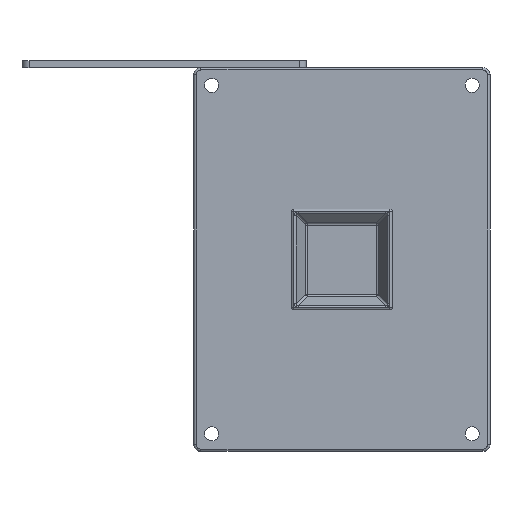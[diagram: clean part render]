
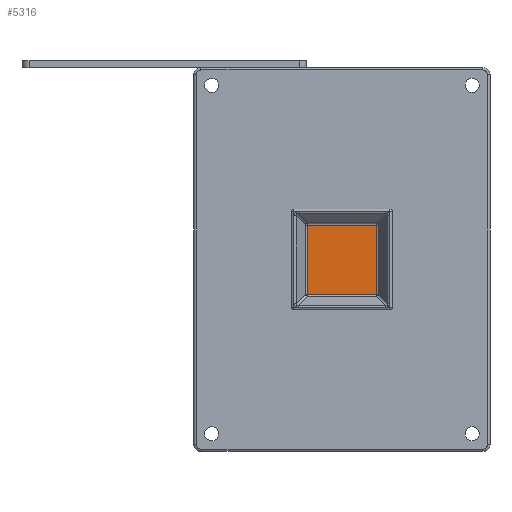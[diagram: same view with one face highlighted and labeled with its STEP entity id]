
A CAD part, front view. The second image highlights one B-rep face of the part: STEP entity #5316.
In plain terms, the highlighted planar face has unit normal (0, -1, 0).
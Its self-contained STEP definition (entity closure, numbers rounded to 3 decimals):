
#4568 = CYLINDRICAL_SURFACE('',#4569,1.);
#4569 = AXIS2_PLACEMENT_3D('',#4570,#4571,#4572);
#4570 = CARTESIAN_POINT('',(-15.2,-1.,14.582));
#4571 = DIRECTION('',(1.,0.,0.));
#4572 = DIRECTION('',(-0.,0.447,0.894));
#4776 = CYLINDRICAL_SURFACE('',#4777,1.);
#4777 = AXIS2_PLACEMENT_3D('',#4778,#4779,#4780);
#4778 = CARTESIAN_POINT('',(-14.582,-1.,-15.2));
#4779 = DIRECTION('',(0.,0.,1.));
#4780 = DIRECTION('',(-0.894,0.447,0.));
#4810 = CYLINDRICAL_SURFACE('',#4811,1.);
#4811 = AXIS2_PLACEMENT_3D('',#4812,#4813,#4814);
#4812 = CARTESIAN_POINT('',(14.582,-1.,15.2));
#4813 = DIRECTION('',(0.,0.,-1.));
#4814 = DIRECTION('',(0.894,0.447,0.));
#4983 = CYLINDRICAL_SURFACE('',#4984,1.);
#4984 = AXIS2_PLACEMENT_3D('',#4985,#4986,#4987);
#4985 = CARTESIAN_POINT('',(15.2,-1.,-14.582));
#4986 = DIRECTION('',(-1.,0.,0.));
#4987 = DIRECTION('',(0.,0.447,-0.894));
#5001 = VERTEX_POINT('',#5002);
#5002 = CARTESIAN_POINT('',(-14.582,0.,14.582));
#5030 = EDGE_CURVE('',#5001,#5031,#5033,.T.);
#5031 = VERTEX_POINT('',#5032);
#5032 = CARTESIAN_POINT('',(14.582,0.,14.582));
#5033 = SURFACE_CURVE('',#5034,(#5038,#5045),.PCURVE_S1.);
#5034 = LINE('',#5035,#5036);
#5035 = CARTESIAN_POINT('',(-15.2,0.,14.582));
#5036 = VECTOR('',#5037,1.);
#5037 = DIRECTION('',(1.,0.,0.));
#5038 = PCURVE('',#4568,#5039);
#5039 = DEFINITIONAL_REPRESENTATION('',(#5040),#5044);
#5040 = LINE('',#5041,#5042);
#5041 = CARTESIAN_POINT('',(-1.107,0.));
#5042 = VECTOR('',#5043,1.);
#5043 = DIRECTION('',(-0.,1.));
#5044 = ( GEOMETRIC_REPRESENTATION_CONTEXT(2) 
PARAMETRIC_REPRESENTATION_CONTEXT() REPRESENTATION_CONTEXT('2D SPACE',''
  ) );
#5045 = PCURVE('',#5046,#5051);
#5046 = PLANE('',#5047);
#5047 = AXIS2_PLACEMENT_3D('',#5048,#5049,#5050);
#5048 = CARTESIAN_POINT('',(0.,0.,0.));
#5049 = DIRECTION('',(0.,1.,0.));
#5050 = DIRECTION('',(0.,0.,1.));
#5051 = DEFINITIONAL_REPRESENTATION('',(#5052),#5056);
#5052 = LINE('',#5053,#5054);
#5053 = CARTESIAN_POINT('',(14.582,-15.2));
#5054 = VECTOR('',#5055,1.);
#5055 = DIRECTION('',(0.,1.));
#5056 = ( GEOMETRIC_REPRESENTATION_CONTEXT(2) 
PARAMETRIC_REPRESENTATION_CONTEXT() REPRESENTATION_CONTEXT('2D SPACE',''
  ) );
#5132 = VERTEX_POINT('',#5133);
#5133 = CARTESIAN_POINT('',(-14.582,0.,-14.582));
#5153 = EDGE_CURVE('',#5132,#5001,#5154,.T.);
#5154 = SURFACE_CURVE('',#5155,(#5159,#5166),.PCURVE_S1.);
#5155 = LINE('',#5156,#5157);
#5156 = CARTESIAN_POINT('',(-14.582,0.,-15.2));
#5157 = VECTOR('',#5158,1.);
#5158 = DIRECTION('',(0.,0.,1.));
#5159 = PCURVE('',#4776,#5160);
#5160 = DEFINITIONAL_REPRESENTATION('',(#5161),#5165);
#5161 = LINE('',#5162,#5163);
#5162 = CARTESIAN_POINT('',(-1.107,0.));
#5163 = VECTOR('',#5164,1.);
#5164 = DIRECTION('',(-0.,1.));
#5165 = ( GEOMETRIC_REPRESENTATION_CONTEXT(2) 
PARAMETRIC_REPRESENTATION_CONTEXT() REPRESENTATION_CONTEXT('2D SPACE',''
  ) );
#5166 = PCURVE('',#5046,#5167);
#5167 = DEFINITIONAL_REPRESENTATION('',(#5168),#5172);
#5168 = LINE('',#5169,#5170);
#5169 = CARTESIAN_POINT('',(-15.2,-14.582));
#5170 = VECTOR('',#5171,1.);
#5171 = DIRECTION('',(1.,0.));
#5172 = ( GEOMETRIC_REPRESENTATION_CONTEXT(2) 
PARAMETRIC_REPRESENTATION_CONTEXT() REPRESENTATION_CONTEXT('2D SPACE',''
  ) );
#5180 = EDGE_CURVE('',#5031,#5181,#5183,.T.);
#5181 = VERTEX_POINT('',#5182);
#5182 = CARTESIAN_POINT('',(14.582,0.,-14.582));
#5183 = SURFACE_CURVE('',#5184,(#5188,#5195),.PCURVE_S1.);
#5184 = LINE('',#5185,#5186);
#5185 = CARTESIAN_POINT('',(14.582,0.,15.2));
#5186 = VECTOR('',#5187,1.);
#5187 = DIRECTION('',(0.,0.,-1.));
#5188 = PCURVE('',#4810,#5189);
#5189 = DEFINITIONAL_REPRESENTATION('',(#5190),#5194);
#5190 = LINE('',#5191,#5192);
#5191 = CARTESIAN_POINT('',(-1.107,0.));
#5192 = VECTOR('',#5193,1.);
#5193 = DIRECTION('',(-0.,1.));
#5194 = ( GEOMETRIC_REPRESENTATION_CONTEXT(2) 
PARAMETRIC_REPRESENTATION_CONTEXT() REPRESENTATION_CONTEXT('2D SPACE',''
  ) );
#5195 = PCURVE('',#5046,#5196);
#5196 = DEFINITIONAL_REPRESENTATION('',(#5197),#5201);
#5197 = LINE('',#5198,#5199);
#5198 = CARTESIAN_POINT('',(15.2,14.582));
#5199 = VECTOR('',#5200,1.);
#5200 = DIRECTION('',(-1.,0.));
#5201 = ( GEOMETRIC_REPRESENTATION_CONTEXT(2) 
PARAMETRIC_REPRESENTATION_CONTEXT() REPRESENTATION_CONTEXT('2D SPACE',''
  ) );
#5295 = EDGE_CURVE('',#5181,#5132,#5296,.T.);
#5296 = SURFACE_CURVE('',#5297,(#5301,#5308),.PCURVE_S1.);
#5297 = LINE('',#5298,#5299);
#5298 = CARTESIAN_POINT('',(15.2,0.,-14.582));
#5299 = VECTOR('',#5300,1.);
#5300 = DIRECTION('',(-1.,0.,0.));
#5301 = PCURVE('',#4983,#5302);
#5302 = DEFINITIONAL_REPRESENTATION('',(#5303),#5307);
#5303 = LINE('',#5304,#5305);
#5304 = CARTESIAN_POINT('',(-1.107,0.));
#5305 = VECTOR('',#5306,1.);
#5306 = DIRECTION('',(-0.,1.));
#5307 = ( GEOMETRIC_REPRESENTATION_CONTEXT(2) 
PARAMETRIC_REPRESENTATION_CONTEXT() REPRESENTATION_CONTEXT('2D SPACE',''
  ) );
#5308 = PCURVE('',#5046,#5309);
#5309 = DEFINITIONAL_REPRESENTATION('',(#5310),#5314);
#5310 = LINE('',#5311,#5312);
#5311 = CARTESIAN_POINT('',(-14.582,15.2));
#5312 = VECTOR('',#5313,1.);
#5313 = DIRECTION('',(0.,-1.));
#5314 = ( GEOMETRIC_REPRESENTATION_CONTEXT(2) 
PARAMETRIC_REPRESENTATION_CONTEXT() REPRESENTATION_CONTEXT('2D SPACE',''
  ) );
#5316 = ADVANCED_FACE('',(#5317),#5046,.F.);
#5317 = FACE_BOUND('',#5318,.F.);
#5318 = EDGE_LOOP('',(#5319,#5320,#5321,#5322));
#5319 = ORIENTED_EDGE('',*,*,#5295,.T.);
#5320 = ORIENTED_EDGE('',*,*,#5153,.T.);
#5321 = ORIENTED_EDGE('',*,*,#5030,.T.);
#5322 = ORIENTED_EDGE('',*,*,#5180,.T.);
